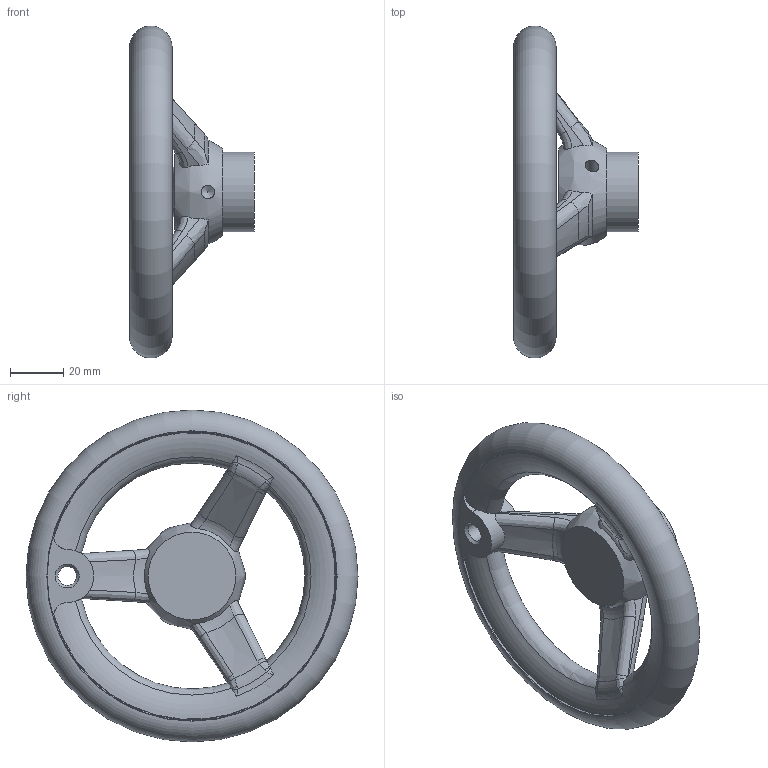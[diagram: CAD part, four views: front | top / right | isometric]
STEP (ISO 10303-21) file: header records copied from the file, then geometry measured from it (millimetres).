
FILE_DESCRIPTION(/* description */ (''),/* implementation_level */ '2;1');
FILE_NAME(/* name */ 'RP_125N.dxf',/* time_stamp */ '2012-11-23T16:15:59+08:00',/* author */ (''),/* organization */ (''),/* preprocessor_version */ 'ST-DEVELOPER v9',/* originating_system */ 'UGS - NX 4.0',/* authorisation */ '');
FILE_SCHEMA (('CONFIG_CONTROL_DESIGN'));
Length unit declared in the file: millimetre
Products named in the file (1): Admi6786xlmf
Bounding box: 47 x 125 x 125 mm (x, y, z)
Volume: 117031.2 mm3; surface area: 28301.8 mm2
Topology: 1 solids, 1 shells, 98 faces, 267 edges, 168 vertices
Faces by surface type: bspline 41, torus 17, plane 15, cone 14, cylinder 11
Full cylindrical faces by diameter (mm): 5.009 x3, 7 x1, 30 x1
Entity records: 4105 total; most frequent: CARTESIAN_POINT 2059, ORIENTED_EDGE 484, DIRECTION 284, EDGE_CURVE 242, VERTEX_POINT 161, B_SPLINE_CURVE_WITH_KNOTS 154, AXIS2_PLACEMENT_3D 138, EDGE_LOOP 121
